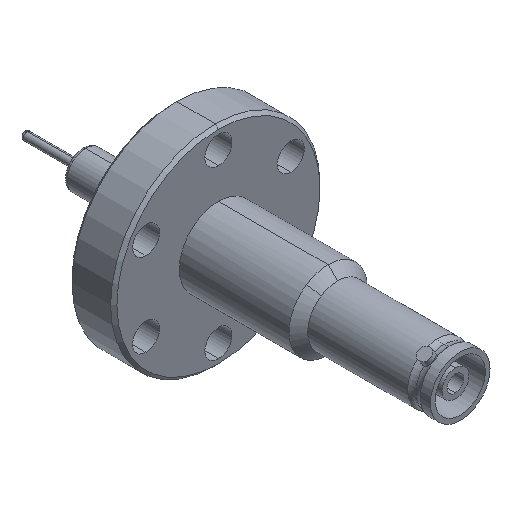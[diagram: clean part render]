
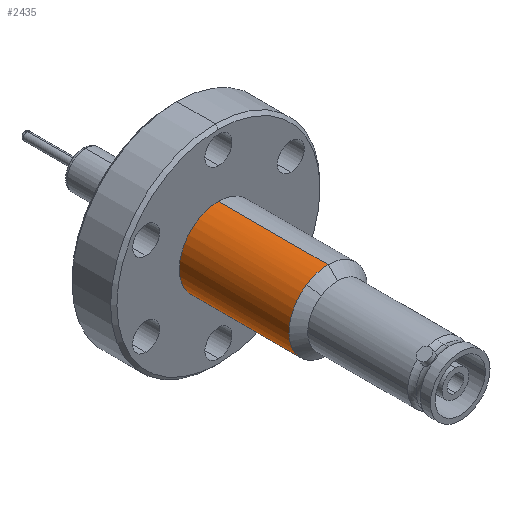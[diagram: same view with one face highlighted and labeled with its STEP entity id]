
A CAD part, isometric view. The second image highlights one B-rep face of the part: STEP entity #2435.
In plain terms, the highlighted cylindrical face has radius 6.312 mm (diameter 12.624 mm), a partial arc.
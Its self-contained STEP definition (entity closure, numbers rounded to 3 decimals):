
#33 = CARTESIAN_POINT ( 'NONE',  ( 0., -6.502, 0. ) ) ;
#61 = DIRECTION ( 'NONE',  ( 0., 0., 1. ) ) ;
#169 = AXIS2_PLACEMENT_3D ( 'NONE', #221, #208, #199 ) ;
#199 = DIRECTION ( 'NONE',  ( 0., 0., 1. ) ) ;
#208 = DIRECTION ( 'NONE',  ( 0., -1., 0. ) ) ;
#221 = CARTESIAN_POINT ( 'NONE',  ( 0., 0., 0. ) ) ;
#225 = DIRECTION ( 'NONE',  ( 0., 1., 0. ) ) ;
#548 = EDGE_CURVE ( 'NONE', #3792, #1848, #562, .T. ) ;
#562 = CIRCLE ( 'NONE', #608, 6.312 ) ;
#608 = AXIS2_PLACEMENT_3D ( 'NONE', #2339, #2309, #2290 ) ;
#956 = EDGE_CURVE ( 'NONE', #3161, #1343, #3695, .T. ) ;
#975 = DIRECTION ( 'NONE',  ( 0., 1., 0. ) ) ;
#989 = CARTESIAN_POINT ( 'NONE',  ( -3.452, -17.691, 5.284 ) ) ;
#1040 = CARTESIAN_POINT ( 'NONE',  ( 0., -6.502, 6.312 ) ) ;
#1297 = AXIS2_PLACEMENT_3D ( 'NONE', #3640, #3631, #3628 ) ;
#1343 = VERTEX_POINT ( 'NONE', #3327 ) ;
#1357 = CARTESIAN_POINT ( 'NONE',  ( 0., -17.691, -6.312 ) ) ;
#1432 = ORIENTED_EDGE ( 'NONE', *, *, #3202, .F. ) ;
#1626 = VECTOR ( 'NONE', #975, 1000. ) ;
#1646 = LINE ( 'NONE', #1040, #1626 ) ;
#1848 = VERTEX_POINT ( 'NONE', #3526 ) ;
#1868 = DIRECTION ( 'NONE',  ( 0., 1., 0. ) ) ;
#2037 = ORIENTED_EDGE ( 'NONE', *, *, #548, .T. ) ;
#2125 = CARTESIAN_POINT ( 'NONE',  ( 0., -6.502, -6.312 ) ) ;
#2206 = FACE_OUTER_BOUND ( 'NONE', #2806, .T. ) ;
#2287 = CYLINDRICAL_SURFACE ( 'NONE', #3405, 6.312 ) ;
#2290 = DIRECTION ( 'NONE',  ( 0., 0., 1. ) ) ;
#2309 = DIRECTION ( 'NONE',  ( 0., 1., 0. ) ) ;
#2337 = CARTESIAN_POINT ( 'NONE',  ( 0., 0., 6.312 ) ) ;
#2339 = CARTESIAN_POINT ( 'NONE',  ( 0., -17.691, 0. ) ) ;
#2435 = ADVANCED_FACE ( 'NONE', ( #2206 ), #2287, .T. ) ;
#2727 = VECTOR ( 'NONE', #1868, 1000. ) ;
#2806 = EDGE_LOOP ( 'NONE', ( #1432, #3244, #2037, #2985, #3436 ) ) ;
#2836 = LINE ( 'NONE', #2125, #2727 ) ;
#2916 = VERTEX_POINT ( 'NONE', #1357 ) ;
#2974 = EDGE_CURVE ( 'NONE', #2916, #3792, #3365, .T. ) ;
#2985 = ORIENTED_EDGE ( 'NONE', *, *, #3404, .T. ) ;
#3161 = VERTEX_POINT ( 'NONE', #2337 ) ;
#3202 = EDGE_CURVE ( 'NONE', #2916, #1343, #2836, .T. ) ;
#3244 = ORIENTED_EDGE ( 'NONE', *, *, #2974, .T. ) ;
#3327 = CARTESIAN_POINT ( 'NONE',  ( 0., 0., -6.312 ) ) ;
#3365 = CIRCLE ( 'NONE', #1297, 6.312 ) ;
#3404 = EDGE_CURVE ( 'NONE', #1848, #3161, #1646, .T. ) ;
#3405 = AXIS2_PLACEMENT_3D ( 'NONE', #33, #225, #61 ) ;
#3436 = ORIENTED_EDGE ( 'NONE', *, *, #956, .T. ) ;
#3526 = CARTESIAN_POINT ( 'NONE',  ( 0., -17.691, 6.312 ) ) ;
#3628 = DIRECTION ( 'NONE',  ( 0., 0., 1. ) ) ;
#3631 = DIRECTION ( 'NONE',  ( 0., 1., 0. ) ) ;
#3640 = CARTESIAN_POINT ( 'NONE',  ( 0., -17.691, 0. ) ) ;
#3695 = CIRCLE ( 'NONE', #169, 6.312 ) ;
#3792 = VERTEX_POINT ( 'NONE', #989 ) ;
